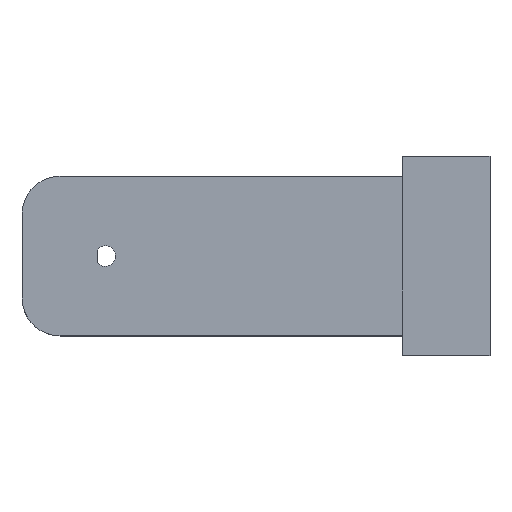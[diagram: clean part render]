
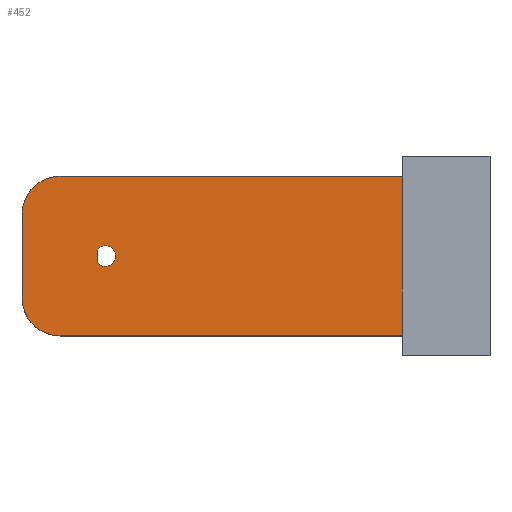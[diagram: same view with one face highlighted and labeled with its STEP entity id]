
A CAD part, top view. The second image highlights one B-rep face of the part: STEP entity #452.
In plain terms, the highlighted planar face has unit normal (0, 0, 1).
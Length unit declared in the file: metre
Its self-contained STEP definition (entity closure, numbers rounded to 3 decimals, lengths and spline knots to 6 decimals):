
#15=CIRCLE('',#490,0.0027);
#16=CIRCLE('',#491,0.01);
#17=CIRCLE('',#492,0.01);
#71=ORIENTED_EDGE('',*,*,#193,.F.);
#72=ORIENTED_EDGE('',*,*,#194,.F.);
#73=ORIENTED_EDGE('',*,*,#187,.T.);
#74=ORIENTED_EDGE('',*,*,#195,.T.);
#75=ORIENTED_EDGE('',*,*,#189,.T.);
#76=ORIENTED_EDGE('',*,*,#196,.F.);
#77=ORIENTED_EDGE('',*,*,#183,.F.);
#78=ORIENTED_EDGE('',*,*,#197,.T.);
#183=EDGE_CURVE('',#242,#243,#289,.T.);
#187=EDGE_CURVE('',#247,#246,#293,.T.);
#189=EDGE_CURVE('',#248,#249,#295,.T.);
#193=EDGE_CURVE('',#251,#252,#15,.T.);
#194=EDGE_CURVE('',#252,#251,#299,.T.);
#195=EDGE_CURVE('',#246,#248,#16,.T.);
#196=EDGE_CURVE('',#243,#249,#300,.T.);
#197=EDGE_CURVE('',#242,#247,#17,.T.);
#242=VERTEX_POINT('',#701);
#243=VERTEX_POINT('',#703);
#246=VERTEX_POINT('',#710);
#247=VERTEX_POINT('',#712);
#248=VERTEX_POINT('',#716);
#249=VERTEX_POINT('',#717);
#251=VERTEX_POINT('',#724);
#252=VERTEX_POINT('',#725);
#289=LINE('',#702,#347);
#293=LINE('',#711,#351);
#295=LINE('',#715,#353);
#299=LINE('',#726,#357);
#300=LINE('',#728,#358);
#347=VECTOR('',#559,1.);
#351=VECTOR('',#565,1.);
#353=VECTOR('',#569,1.);
#357=VECTOR('',#577,1.);
#358=VECTOR('',#580,1.);
#379=EDGE_LOOP('',(#71,#72));
#380=EDGE_LOOP('',(#73,#74,#75,#76,#77,#78));
#405=FACE_BOUND('',#379,.T.);
#406=FACE_BOUND('',#380,.T.);
#431=PLANE('',#489);
#452=ADVANCED_FACE('',(#405,#406),#431,.T.);
#489=AXIS2_PLACEMENT_3D('',#722,#573,#574);
#490=AXIS2_PLACEMENT_3D('',#723,#575,#576);
#491=AXIS2_PLACEMENT_3D('',#727,#578,#579);
#492=AXIS2_PLACEMENT_3D('',#729,#581,#582);
#559=DIRECTION('',(1.,0.,0.));
#565=DIRECTION('',(0.,-1.,0.));
#569=DIRECTION('',(1.,0.,0.));
#573=DIRECTION('',(0.,0.,1.));
#574=DIRECTION('',(1.,0.,0.));
#575=DIRECTION('',(0.,0.,1.));
#576=DIRECTION('',(1.,0.,0.));
#577=DIRECTION('',(0.,-1.,0.));
#578=DIRECTION('',(0.,0.,1.));
#579=DIRECTION('',(1.,0.,0.));
#580=DIRECTION('',(0.,-1.,0.));
#581=DIRECTION('',(0.,0.,1.));
#582=DIRECTION('',(1.,0.,0.));
#701=CARTESIAN_POINT('',(-0.04,0.021,0.015));
#702=CARTESIAN_POINT('',(0.,0.021,0.015));
#703=CARTESIAN_POINT('',(0.05,0.021,0.015));
#710=CARTESIAN_POINT('',(-0.05,-0.011,0.015));
#711=CARTESIAN_POINT('',(-0.05,0.,0.015));
#712=CARTESIAN_POINT('',(-0.05,0.011,0.015));
#715=CARTESIAN_POINT('',(0.,-0.021,0.015));
#716=CARTESIAN_POINT('',(-0.04,-0.021,0.015));
#717=CARTESIAN_POINT('',(0.05,-0.021,0.015));
#722=CARTESIAN_POINT('',(0.0115,0.,0.015));
#723=CARTESIAN_POINT('',(-0.028088,0.,0.015));
#724=CARTESIAN_POINT('',(-0.030288,-0.001565,0.015));
#725=CARTESIAN_POINT('',(-0.030288,0.001565,0.015));
#726=CARTESIAN_POINT('',(-0.030288,0.,0.015));
#727=CARTESIAN_POINT('',(-0.04,-0.011,0.015));
#728=CARTESIAN_POINT('',(0.05,0.,0.015));
#729=CARTESIAN_POINT('',(-0.04,0.011,0.015));
